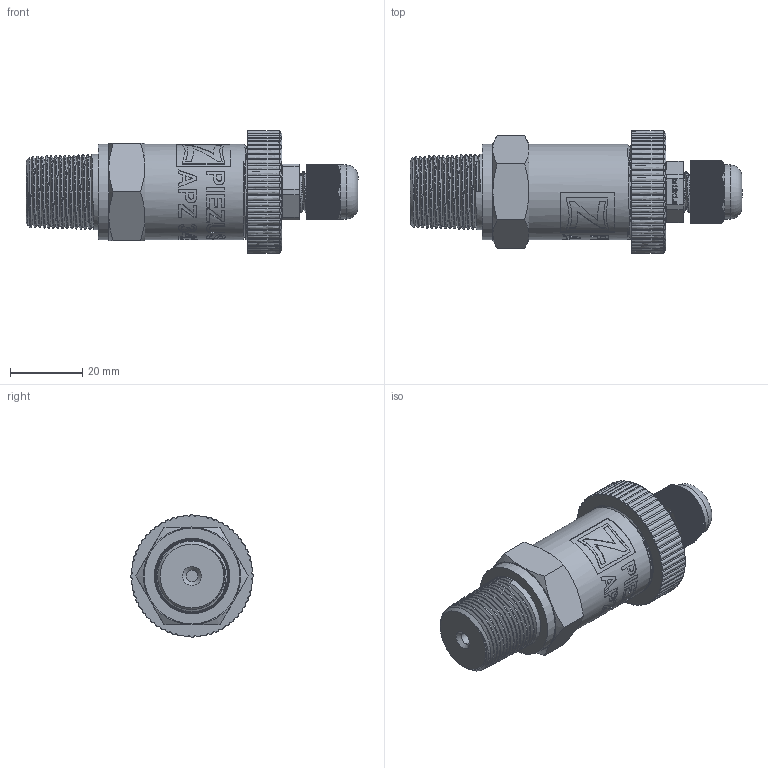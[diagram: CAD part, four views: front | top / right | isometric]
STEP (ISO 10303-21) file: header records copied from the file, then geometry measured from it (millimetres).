
FILE_DESCRIPTION(/* description */ (''),/* implementation_level */ '2;1');
FILE_NAME(/* name */ 'APZ3420_1''2NPT_CableGland.step',/* time_stamp */ '2021-06-18T15:25:40+03:00',/* author */ (''),/* organization */ (''),/* preprocessor_version */ 'ST-DEVELOPER v18.1',/* originating_system */ 'Autodesk Translation Framework v10.9.0.1377',/* authorisation */ '');
FILE_SCHEMA (('AUTOMOTIVE_DESIGN { 1 0 10303 214 3 1 1 }'));
Products named in the file (8): APZ3420_; 1/2 NPT; OMAL nut M27x1.5; Ш100.000.001; M12x1.5 Cable gland; Cable gland; Rubber gasket; M12 Domed nut
Assembly tree (7 placements, depth 3):
  APZ3420_
    1/2 NPT
    OMAL nut M27x1.5
    Ш100.000.001
    M12x1.5 Cable gland
      Cable gland
      Rubber gasket
      M12 Domed nut
Bounding box: 92.16 x 34 x 34 mm (x, y, z)
Volume: 41208.4 mm3; surface area: 17605.2 mm2
Topology: 6 solids, 6 shells, 2680 faces, 7870 edges, 5248 vertices
Faces by surface type: plane 1480, cylinder 761, bspline 396, cone 41, torus 1, sphere 1
Full cylindrical faces by diameter (mm): 1 x6, 3.3 x1, 7.5 x1, 8 x1, 9.976 x5, 10 x6, 10.376 x4, 10.526 x3, 11.6 x4, 12 x5, 12.203 x3, 12.6 x1, 15 x1, 17 x1, 21.4 x2, 22.3 x1, 22.4 x1, 24.5 x1, 25.132 x4, 25.526 x4, 26.5 x6, 27.208 x5
Entity records: 114719 total; most frequent: CARTESIAN_POINT 46606, ORIENTED_EDGE 15740, DIRECTION 12245, EDGE_CURVE 7870, VERTEX_POINT 5248, LINE 4283, VECTOR 4283, AXIS2_PLACEMENT_3D 3981
